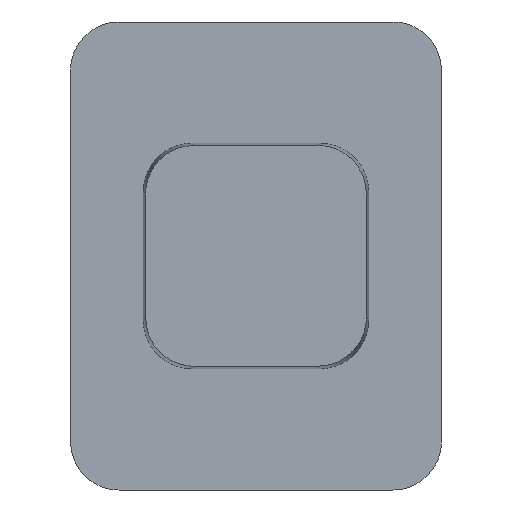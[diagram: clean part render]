
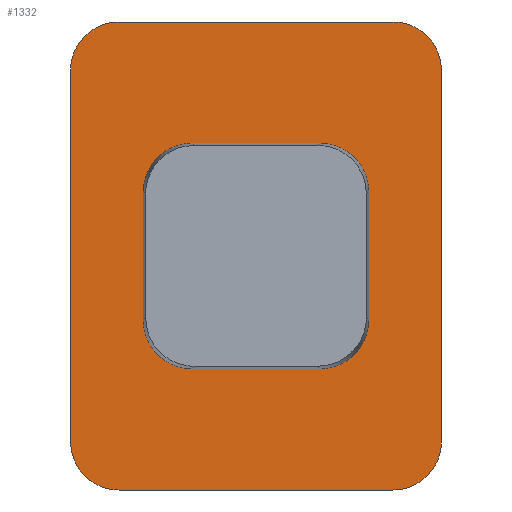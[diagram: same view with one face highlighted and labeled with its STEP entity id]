
A CAD part, top view. The second image highlights one B-rep face of the part: STEP entity #1332.
In plain terms, the highlighted planar face has unit normal (0, 0, 1).
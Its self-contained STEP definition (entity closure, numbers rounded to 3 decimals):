
#70=CARTESIAN_POINT('',(-2.32,1.32,0.));
#71=CARTESIAN_POINT('',(-2.32,1.404,0.));
#72=CARTESIAN_POINT('',(-2.3,1.551,0.));
#73=CARTESIAN_POINT('',(-2.214,1.798,0.));
#74=CARTESIAN_POINT('',(-2.041,2.041,0.));
#75=CARTESIAN_POINT('',(-1.798,2.214,0.));
#76=CARTESIAN_POINT('',(-1.551,2.3,0.));
#77=CARTESIAN_POINT('',(-1.404,2.32,0.));
#78=CARTESIAN_POINT('',(-1.32,2.32,0.));
#84=DIRECTION('',(-1.,0.,0.));
#85=VECTOR('',#84,2.641);
#86=CARTESIAN_POINT('',(1.32,2.32,0.));
#87=LINE('',#86,#85);
#92=CARTESIAN_POINT('',(-3.82,-3.821,0.));
#93=CARTESIAN_POINT('',(-3.82,-3.905,0.));
#94=CARTESIAN_POINT('',(-3.8,-4.051,0.));
#95=CARTESIAN_POINT('',(-3.715,-4.299,0.));
#96=CARTESIAN_POINT('',(-3.542,-4.542,0.));
#97=CARTESIAN_POINT('',(-3.299,-4.715,0.));
#98=CARTESIAN_POINT('',(-3.051,-4.8,0.));
#99=CARTESIAN_POINT('',(-2.905,-4.82,0.));
#100=CARTESIAN_POINT('',(-2.821,-4.82,0.));
#102=DIRECTION('',(0.,1.,0.));
#103=VECTOR('',#102,7.643);
#104=CARTESIAN_POINT('',(-3.82,-3.821,0.));
#105=LINE('',#104,#103);
#106=CARTESIAN_POINT('',(-2.821,4.82,0.));
#107=CARTESIAN_POINT('',(-2.905,4.82,0.));
#108=CARTESIAN_POINT('',(-3.051,4.8,0.));
#109=CARTESIAN_POINT('',(-3.299,4.715,0.));
#110=CARTESIAN_POINT('',(-3.542,4.542,0.));
#111=CARTESIAN_POINT('',(-3.715,4.299,0.));
#112=CARTESIAN_POINT('',(-3.8,4.051,0.));
#113=CARTESIAN_POINT('',(-3.82,3.905,0.));
#114=CARTESIAN_POINT('',(-3.82,3.821,0.));
#116=DIRECTION('',(1.,0.,0.));
#117=VECTOR('',#116,5.643);
#118=CARTESIAN_POINT('',(-2.821,4.82,0.));
#119=LINE('',#118,#117);
#120=CARTESIAN_POINT('',(3.82,3.821,0.));
#121=CARTESIAN_POINT('',(3.82,3.905,0.));
#122=CARTESIAN_POINT('',(3.8,4.051,0.));
#123=CARTESIAN_POINT('',(3.715,4.299,0.));
#124=CARTESIAN_POINT('',(3.542,4.542,0.));
#125=CARTESIAN_POINT('',(3.299,4.715,0.));
#126=CARTESIAN_POINT('',(3.051,4.8,0.));
#127=CARTESIAN_POINT('',(2.905,4.82,0.));
#128=CARTESIAN_POINT('',(2.821,4.82,0.));
#130=DIRECTION('',(0.,-1.,0.));
#131=VECTOR('',#130,7.643);
#132=CARTESIAN_POINT('',(3.82,3.821,0.));
#133=LINE('',#132,#131);
#134=CARTESIAN_POINT('',(2.821,-4.82,0.));
#135=CARTESIAN_POINT('',(2.905,-4.82,0.));
#136=CARTESIAN_POINT('',(3.051,-4.8,0.));
#137=CARTESIAN_POINT('',(3.299,-4.715,0.));
#138=CARTESIAN_POINT('',(3.542,-4.542,0.));
#139=CARTESIAN_POINT('',(3.715,-4.299,0.));
#140=CARTESIAN_POINT('',(3.8,-4.051,0.));
#141=CARTESIAN_POINT('',(3.82,-3.905,0.));
#142=CARTESIAN_POINT('',(3.82,-3.821,0.));
#144=DIRECTION('',(-1.,0.,0.));
#145=VECTOR('',#144,5.643);
#146=CARTESIAN_POINT('',(2.821,-4.82,0.));
#147=LINE('',#146,#145);
#950=DIRECTION('',(0.,-1.,0.));
#951=VECTOR('',#950,2.641);
#952=CARTESIAN_POINT('',(-2.32,1.32,0.));
#953=LINE('',#952,#951);
#954=CARTESIAN_POINT('',(-1.32,-2.32,0.));
#955=CARTESIAN_POINT('',(-1.404,-2.32,0.));
#956=CARTESIAN_POINT('',(-1.551,-2.3,0.));
#957=CARTESIAN_POINT('',(-1.798,-2.214,0.));
#958=CARTESIAN_POINT('',(-2.041,-2.041,0.));
#959=CARTESIAN_POINT('',(-2.214,-1.798,0.));
#960=CARTESIAN_POINT('',(-2.3,-1.551,0.));
#961=CARTESIAN_POINT('',(-2.32,-1.404,0.));
#962=CARTESIAN_POINT('',(-2.32,-1.32,0.));
#972=DIRECTION('',(1.,0.,0.));
#973=VECTOR('',#972,2.641);
#974=CARTESIAN_POINT('',(-1.32,-2.32,0.));
#975=LINE('',#974,#973);
#976=CARTESIAN_POINT('',(2.32,-1.32,0.));
#977=CARTESIAN_POINT('',(2.32,-1.404,0.));
#978=CARTESIAN_POINT('',(2.3,-1.551,0.));
#979=CARTESIAN_POINT('',(2.214,-1.798,0.));
#980=CARTESIAN_POINT('',(2.041,-2.041,0.));
#981=CARTESIAN_POINT('',(1.798,-2.214,0.));
#982=CARTESIAN_POINT('',(1.551,-2.3,0.));
#983=CARTESIAN_POINT('',(1.404,-2.32,0.));
#984=CARTESIAN_POINT('',(1.32,-2.32,0.));
#994=DIRECTION('',(0.,1.,0.));
#995=VECTOR('',#994,2.641);
#996=CARTESIAN_POINT('',(2.32,-1.32,0.));
#997=LINE('',#996,#995);
#998=CARTESIAN_POINT('',(1.32,2.32,0.));
#999=CARTESIAN_POINT('',(1.404,2.32,0.));
#1000=CARTESIAN_POINT('',(1.551,2.3,0.));
#1001=CARTESIAN_POINT('',(1.798,2.214,0.));
#1002=CARTESIAN_POINT('',(2.041,2.041,0.));
#1003=CARTESIAN_POINT('',(2.214,1.798,0.));
#1004=CARTESIAN_POINT('',(2.3,1.551,0.));
#1005=CARTESIAN_POINT('',(2.32,1.404,0.));
#1006=CARTESIAN_POINT('',(2.32,1.32,0.));
#1008=VERTEX_POINT('',#92);
#1009=VERTEX_POINT('',#100);
#1013=VERTEX_POINT('',#134);
#1014=VERTEX_POINT('',#142);
#1018=VERTEX_POINT('',#106);
#1019=VERTEX_POINT('',#114);
#1023=VERTEX_POINT('',#120);
#1024=VERTEX_POINT('',#128);
#1029=CARTESIAN_POINT('',(-1.32,2.32,0.));
#1031=VERTEX_POINT('',#1029);
#1033=CARTESIAN_POINT('',(-2.32,1.32,0.));
#1034=VERTEX_POINT('',#1033);
#1036=CARTESIAN_POINT('',(-2.32,-1.32,0.));
#1038=VERTEX_POINT('',#1036);
#1040=CARTESIAN_POINT('',(-1.32,-2.32,0.));
#1041=VERTEX_POINT('',#1040);
#1043=CARTESIAN_POINT('',(1.32,-2.32,0.));
#1045=VERTEX_POINT('',#1043);
#1047=CARTESIAN_POINT('',(2.32,-1.32,0.));
#1048=VERTEX_POINT('',#1047);
#1050=CARTESIAN_POINT('',(2.32,1.32,0.));
#1052=VERTEX_POINT('',#1050);
#1054=CARTESIAN_POINT('',(1.32,2.32,0.));
#1055=VERTEX_POINT('',#1054);
#1293=CARTESIAN_POINT('',(0.,0.,0.));
#1294=DIRECTION('',(0.,0.,-1.));
#1295=DIRECTION('',(-1.,0.,0.));
#1296=AXIS2_PLACEMENT_3D('',#1293,#1294,#1295);
#1297=PLANE('',#1296);
#1299=ORIENTED_EDGE('',*,*,#1298,.F.);
#1301=ORIENTED_EDGE('',*,*,#1300,.T.);
#1303=ORIENTED_EDGE('',*,*,#1302,.F.);
#1305=ORIENTED_EDGE('',*,*,#1304,.T.);
#1307=ORIENTED_EDGE('',*,*,#1306,.F.);
#1309=ORIENTED_EDGE('',*,*,#1308,.T.);
#1311=ORIENTED_EDGE('',*,*,#1310,.F.);
#1313=ORIENTED_EDGE('',*,*,#1312,.T.);
#1314=EDGE_LOOP('',(#1299,#1301,#1303,#1305,#1307,#1309,#1311,#1313));
#1315=FACE_OUTER_BOUND('',#1314,.F.);
#1317=ORIENTED_EDGE('',*,*,#1316,.T.);
#1319=ORIENTED_EDGE('',*,*,#1318,.F.);
#1321=ORIENTED_EDGE('',*,*,#1320,.T.);
#1323=ORIENTED_EDGE('',*,*,#1322,.F.);
#1325=ORIENTED_EDGE('',*,*,#1324,.T.);
#1327=ORIENTED_EDGE('',*,*,#1326,.F.);
#1328=ORIENTED_EDGE('',*,*,#1285,.T.);
#1329=ORIENTED_EDGE('',*,*,#1274,.F.);
#1330=EDGE_LOOP('',(#1317,#1319,#1321,#1323,#1325,#1327,#1328,#1329));
#1331=FACE_BOUND('',#1330,.F.);
#1332=ADVANCED_FACE('',(#1315,#1331),#1297,.F.);
#79=B_SPLINE_CURVE_WITH_KNOTS('',3,(#70,#71,#72,#73,#74,#75,#76,#77,#78),
.UNSPECIFIED.,.F.,.F.,(4,1,1,1,1,1,4),(0.,0.125,0.25,0.5,0.75,0.875,
1.),.UNSPECIFIED.);
#101=B_SPLINE_CURVE_WITH_KNOTS('',3,(#92,#93,#94,#95,#96,#97,#98,#99,#100),
.UNSPECIFIED.,.F.,.F.,(4,1,1,1,1,1,4),(0.,0.125,0.25,0.5,0.75,0.875,
1.),.UNSPECIFIED.);
#115=B_SPLINE_CURVE_WITH_KNOTS('',3,(#106,#107,#108,#109,#110,#111,#112,#113,
#114),.UNSPECIFIED.,.F.,.F.,(4,1,1,1,1,1,4),(0.,0.125,0.25,0.5,0.75,
0.875,1.),.UNSPECIFIED.);
#129=B_SPLINE_CURVE_WITH_KNOTS('',3,(#120,#121,#122,#123,#124,#125,#126,#127,
#128),.UNSPECIFIED.,.F.,.F.,(4,1,1,1,1,1,4),(0.,0.125,0.25,0.5,0.75,
0.875,1.),.UNSPECIFIED.);
#143=B_SPLINE_CURVE_WITH_KNOTS('',3,(#134,#135,#136,#137,#138,#139,#140,#141,
#142),.UNSPECIFIED.,.F.,.F.,(4,1,1,1,1,1,4),(0.,0.125,0.25,0.5,0.75,
0.875,1.),.UNSPECIFIED.);
#963=B_SPLINE_CURVE_WITH_KNOTS('',3,(#954,#955,#956,#957,#958,#959,#960,#961,
#962),.UNSPECIFIED.,.F.,.F.,(4,1,1,1,1,1,4),(0.,0.125,0.25,0.5,0.75,
0.875,1.),.UNSPECIFIED.);
#985=B_SPLINE_CURVE_WITH_KNOTS('',3,(#976,#977,#978,#979,#980,#981,#982,#983,
#984),.UNSPECIFIED.,.F.,.F.,(4,1,1,1,1,1,4),(0.,0.125,0.25,0.5,0.75,
0.875,1.),.UNSPECIFIED.);
#1007=B_SPLINE_CURVE_WITH_KNOTS('',3,(#998,#999,#1000,#1001,#1002,#1003,#1004,
#1005,#1006),.UNSPECIFIED.,.F.,.F.,(4,1,1,1,1,1,4),(0.,0.125,0.25,0.5,
0.75,0.875,1.),.UNSPECIFIED.);
#1274=EDGE_CURVE('',#1034,#1031,#79,.T.);
#1285=EDGE_CURVE('',#1055,#1031,#87,.T.);
#1298=EDGE_CURVE('',#1008,#1009,#101,.T.);
#1300=EDGE_CURVE('',#1008,#1019,#105,.T.);
#1302=EDGE_CURVE('',#1018,#1019,#115,.T.);
#1304=EDGE_CURVE('',#1018,#1024,#119,.T.);
#1306=EDGE_CURVE('',#1023,#1024,#129,.T.);
#1308=EDGE_CURVE('',#1023,#1014,#133,.T.);
#1310=EDGE_CURVE('',#1013,#1014,#143,.T.);
#1312=EDGE_CURVE('',#1013,#1009,#147,.T.);
#1316=EDGE_CURVE('',#1034,#1038,#953,.T.);
#1318=EDGE_CURVE('',#1041,#1038,#963,.T.);
#1320=EDGE_CURVE('',#1041,#1045,#975,.T.);
#1322=EDGE_CURVE('',#1048,#1045,#985,.T.);
#1324=EDGE_CURVE('',#1048,#1052,#997,.T.);
#1326=EDGE_CURVE('',#1055,#1052,#1007,.T.);
